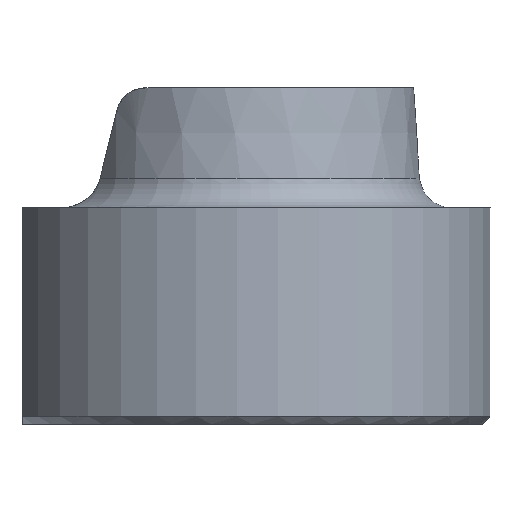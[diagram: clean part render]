
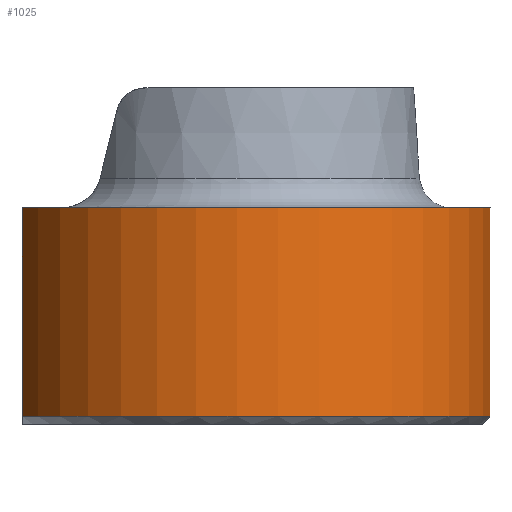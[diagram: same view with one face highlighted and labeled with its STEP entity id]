
A CAD part, left-side view. The second image highlights one B-rep face of the part: STEP entity #1025.
In plain terms, the highlighted cylindrical face has radius 60 mm (diameter 120 mm), a partial arc.
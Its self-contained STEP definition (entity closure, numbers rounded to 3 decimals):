
#13=CARTESIAN_POINT('',(0.,-200.,0.));
#14=DIRECTION('',(0.,0.,1.));
#15=DIRECTION('',(-0.312,0.95,0.));
#16=AXIS2_PLACEMENT_3D('',#13,#14,#15);
#280=CARTESIAN_POINT('',(-18.735,-143.,
-52.));
#282=CARTESIAN_POINT('',(18.735,-143.,-52.));
#288=DIRECTION('',(0.,0.,-1.));
#289=VECTOR('',#288,52.);
#290=CARTESIAN_POINT('',(18.735,-143.,0.));
#291=LINE('',#290,#289);
#309=CARTESIAN_POINT('',(0.,-199.999,
-52.));
#310=DIRECTION('',(0.,0.,1.));
#311=DIRECTION('',(-0.312,0.95,0.));
#312=AXIS2_PLACEMENT_3D('',#309,#310,#311);
#318=DIRECTION('',(0.,0.,-1.));
#319=VECTOR('',#318,52.);
#320=CARTESIAN_POINT('',(-18.735,-143.,0.));
#321=LINE('',#320,#319);
#377=CARTESIAN_POINT('',(-18.735,-143.,0.));
#378=CARTESIAN_POINT('',(18.735,-143.,0.));
#379=VERTEX_POINT('',#377);
#380=VERTEX_POINT('',#378);
#426=VERTEX_POINT('',#280);
#427=VERTEX_POINT('',#282);
#1014=CARTESIAN_POINT('',(0.,-200.,0.));
#1015=DIRECTION('',(0.,0.,1.));
#1016=DIRECTION('',(1.,0.,0.));
#1017=AXIS2_PLACEMENT_3D('',#1014,#1015,#1016);
#1018=CYLINDRICAL_SURFACE('',#1017,60.);
#1019=ORIENTED_EDGE('',*,*,#998,.F.);
#1020=ORIENTED_EDGE('',*,*,#985,.F.);
#1021=ORIENTED_EDGE('',*,*,#442,.T.);
#1022=ORIENTED_EDGE('',*,*,#974,.T.);
#1023=EDGE_LOOP('',(#1019,#1020,#1021,#1022));
#1024=FACE_OUTER_BOUND('',#1023,.F.);
#1025=ADVANCED_FACE('',(#1024),#1018,.T.);
#17=CIRCLE('',#16,60.);
#313=CIRCLE('',#312,60.);
#442=EDGE_CURVE('',#379,#380,#17,.T.);
#974=EDGE_CURVE('',#380,#427,#291,.T.);
#985=EDGE_CURVE('',#379,#426,#321,.T.);
#998=EDGE_CURVE('',#426,#427,#313,.T.);
